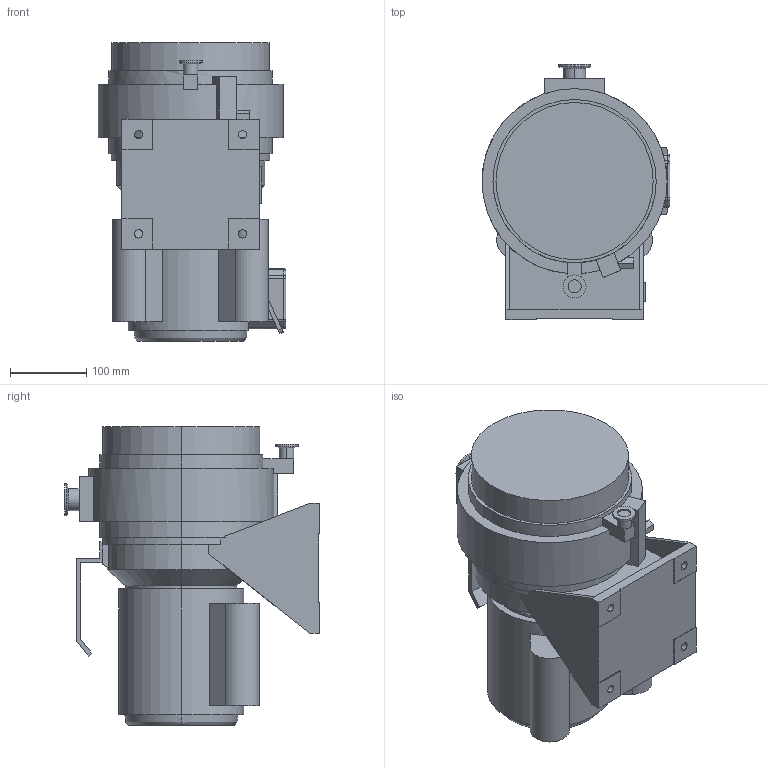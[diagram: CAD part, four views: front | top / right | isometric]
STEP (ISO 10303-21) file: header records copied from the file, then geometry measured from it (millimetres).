
FILE_DESCRIPTION (( 'STEP AP214' ), '1' );
FILE_NAME ('ISP-250C-SV.STEP', '2009-11-01T23:40:03', ( '' ), ( '' ), 'SwSTEP 2.0', 'SolidWorks 2007', '' );
FILE_SCHEMA (( 'AUTOMOTIVE_DESIGN' ));
Length unit declared in the file: millimetre
Products named in the file (4): ISP梡抂巕BOX_棉太倌; ISP-250B単相ﾓｰﾀ; ISP-250C杮懱_棉太倌; ISP-250C-SV
Assembly tree (3 placements, depth 2):
  ISP-250C-SV
    ISP-250C杮懱_棉太倌
    ISP-250B単相ﾓｰﾀ
    ISP梡抂巕BOX_棉太倌
Bounding box: 246.28 x 334 x 391.7 mm (x, y, z)
Volume: 13803779.4 mm3; surface area: 598842.7 mm2
Topology: 3 solids, 3 shells, 207 faces, 676 edges, 487 vertices
Faces by surface type: plane 121, cylinder 70, torus 8, cone 6, bspline 2
Entity records: 7774 total; most frequent: CARTESIAN_POINT 1958, ORIENTED_EDGE 1352, DIRECTION 1072, EDGE_CURVE 676, VERTEX_POINT 487, AXIS2_PLACEMENT_3D 361, LINE 350, VECTOR 350
